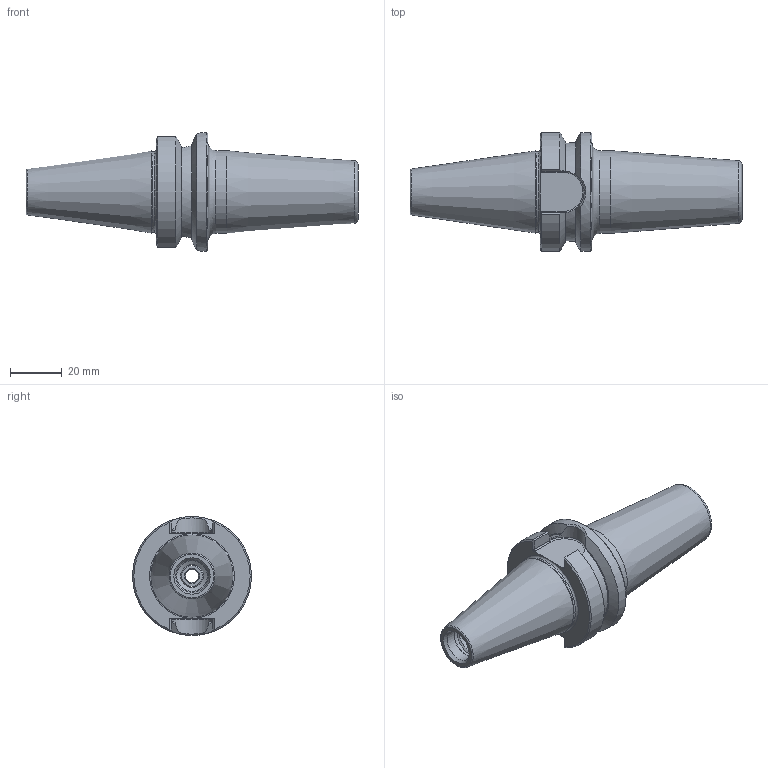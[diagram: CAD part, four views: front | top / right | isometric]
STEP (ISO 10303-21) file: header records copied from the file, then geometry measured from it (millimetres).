
FILE_DESCRIPTION((''),'2;1');
FILE_NAME('INT''BT30-M12SF80-9.iam.step','2010-04-20T10:19:58',(''),(''),'Autodesk Inventor 2009','Autodesk Inventor 2009','');
FILE_SCHEMA(('AUTOMOTIVE_DESIGN { 1 0 10303 214 1 1 1 1 }'));
Length unit declared in the file: millimetre
Products named in the file (3): BT30-M12SF80-9; BT30-M12SF80-9-1; BS-SFM101-20
Assembly tree (2 placements, depth 2):
  BT30-M12SF80-9
    BT30-M12SF80-9-1
    BS-SFM101-20
Bounding box: 128.41 x 46 x 46 mm (x, y, z)
Volume: 77934.3 mm3; surface area: 20222.9 mm2
Topology: 2 solids, 2 shells, 92 faces, 226 edges, 141 vertices
Faces by surface type: plane 35, cylinder 22, cone 21, bspline 12, torus 2
Full cylindrical faces by diameter (mm): 11.975 x1, 12.737 x1, 13.122 x1, 31.242 x1, 32 x1, 45.999 x1
Entity records: 3081 total; most frequent: CARTESIAN_POINT 999, ORIENTED_EDGE 386, DIRECTION 384, EDGE_CURVE 193, AXIS2_PLACEMENT_3D 158, VERTEX_POINT 135, EDGE_LOOP 126, FACE_OUTER_BOUND 92
